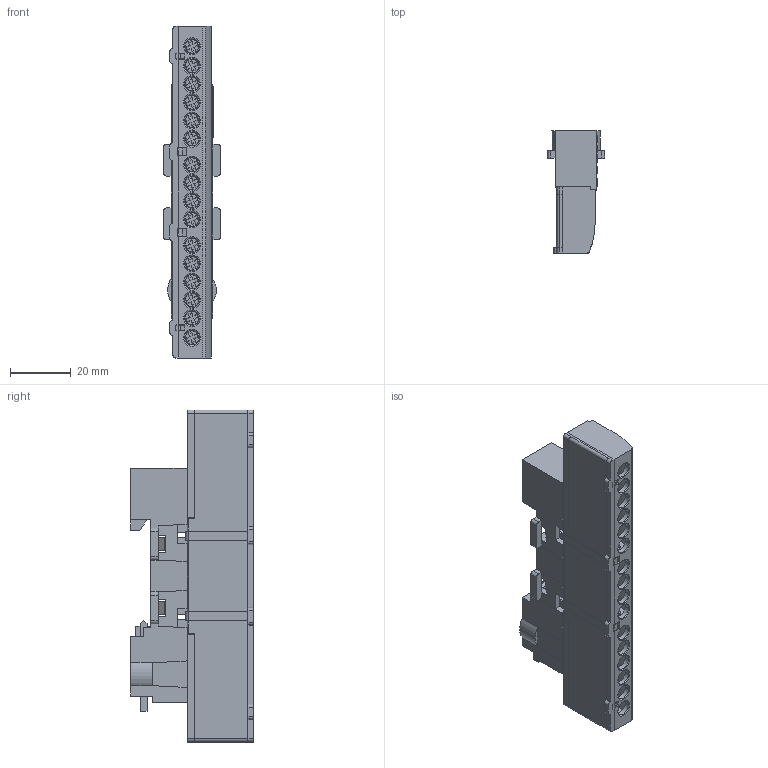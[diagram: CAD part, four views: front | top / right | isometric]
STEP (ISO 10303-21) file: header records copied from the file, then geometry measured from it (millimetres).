
FILE_DESCRIPTION (( 'STEP AP214' ), '1' );
FILE_NAME ('KSN-6-6x9-16 BLUE.STEP', '2023-11-22T12:44:18', ( '' ), ( '' ), 'SwSTEP 2.0', 'SolidWorks 2022', '' );
FILE_SCHEMA (( 'AUTOMOTIVE_DESIGN' ));
Length unit declared in the file: millimetre
Products named in the file (7): крышка2 6х9-16_140421.STEP; крышка 6х9-16_140421.STEP; защелка; КМ Шина 16 - 6х9_(2).STEP; Подставка универсал 140421.STEP; Винт М4х8.STEP; KSN-6-6x9-16 BLUE
Assembly tree (21 placements, depth 2):
  KSN-6-6x9-16 BLUE
    Подставка универсал 140421.STEP
    крышка 6х9-16_140421.STEP
    крышка2 6х9-16_140421.STEP
    КМ Шина 16 - 6х9_(2).STEP
    Винт М4х8.STEP  x16
    защелка
Bounding box: 18.8 x 40.4 x 109.2 mm (x, y, z)
Volume: 27050.5 mm3; surface area: 32290.6 mm2
Topology: 21 solids, 21 shells, 1934 faces, 5229 edges, 3378 vertices
Faces by surface type: plane 1132, cylinder 321, bspline 224, cone 161, torus 96
Entity records: 61970 total; most frequent: CARTESIAN_POINT 22096, ORIENTED_EDGE 8238, DIRECTION 6878, EDGE_CURVE 4119, LINE 2850, VECTOR 2850, VERTEX_POINT 2658, AXIS2_PLACEMENT_3D 2014
